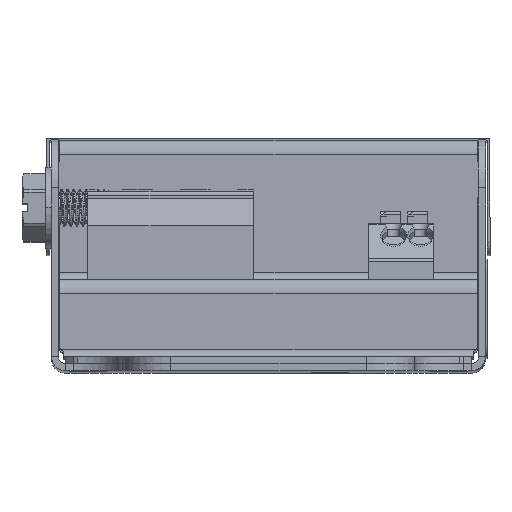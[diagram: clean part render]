
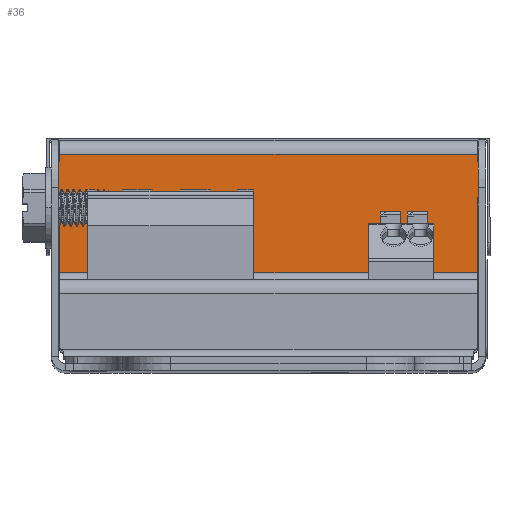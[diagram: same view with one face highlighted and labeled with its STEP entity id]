
A CAD part, top view. The second image highlights one B-rep face of the part: STEP entity #36.
In plain terms, the highlighted planar face has unit normal (0, 0, 1).
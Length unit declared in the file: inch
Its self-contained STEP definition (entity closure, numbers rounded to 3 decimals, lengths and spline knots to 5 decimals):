
#36 = ADVANCED_FACE ( 'NONE', ( #9512 ), #19166, .F. ) ;
#76 = ORIENTED_EDGE ( 'NONE', *, *, #14363, .F. ) ;
#143 = LINE ( 'NONE', #17445, #13959 ) ;
#144 = VERTEX_POINT ( 'NONE', #23267 ) ;
#303 = CARTESIAN_POINT ( 'NONE',  ( 1.07, 1.148, 2.41138 ) ) ;
#892 = ORIENTED_EDGE ( 'NONE', *, *, #16240, .T. ) ;
#946 = ORIENTED_EDGE ( 'NONE', *, *, #14481, .F. ) ;
#994 = VECTOR ( 'NONE', #18222, 39.37008 ) ;
#1121 = VECTOR ( 'NONE', #13980, 39.37008 ) ;
#1360 = CARTESIAN_POINT ( 'NONE',  ( -1.07, 0.839, 2.41138 ) ) ;
#1471 = CARTESIAN_POINT ( 'NONE',  ( 1.07, 1.039, 2.41138 ) ) ;
#2005 = CARTESIAN_POINT ( 'NONE',  ( 0., 1.148, 2.41138 ) ) ;
#2520 = EDGE_CURVE ( 'NONE', #10852, #24005, #6476, .T. ) ;
#2602 = ORIENTED_EDGE ( 'NONE', *, *, #7978, .T. ) ;
#3346 = VERTEX_POINT ( 'NONE', #8137 ) ;
#3359 = VECTOR ( 'NONE', #18961, 39.37008 ) ;
#4085 = ORIENTED_EDGE ( 'NONE', *, *, #16746, .F. ) ;
#4263 = CARTESIAN_POINT ( 'NONE',  ( 1.095, 0.959, 2.41138 ) ) ;
#4314 = DIRECTION ( 'NONE',  ( 0.204, 0.979, 0. ) ) ;
#4496 = EDGE_CURVE ( 'NONE', #3346, #18547, #16725, .T. ) ;
#4920 = CARTESIAN_POINT ( 'NONE',  ( -1.07, 1.148, 2.41138 ) ) ;
#5377 = VERTEX_POINT ( 'NONE', #8382 ) ;
#5846 = DIRECTION ( 'NONE',  ( 0., 1., 0. ) ) ;
#5966 = VECTOR ( 'NONE', #9638, 39.37008 ) ;
#5978 = DIRECTION ( 'NONE',  ( 0., 1., 0. ) ) ;
#6270 = CARTESIAN_POINT ( 'NONE',  ( 1.07, 0.839, 2.41138 ) ) ;
#6476 = LINE ( 'NONE', #13822, #7952 ) ;
#6725 = CARTESIAN_POINT ( 'NONE',  ( 1.07, 1.039, 2.41138 ) ) ;
#7077 = DIRECTION ( 'NONE',  ( -1., 0., 0. ) ) ;
#7402 = ORIENTED_EDGE ( 'NONE', *, *, #14462, .F. ) ;
#7434 = CARTESIAN_POINT ( 'NONE',  ( 1.07, 1.076, 2.41138 ) ) ;
#7843 = DIRECTION ( 'NONE',  ( 0., 1., 0. ) ) ;
#7952 = VECTOR ( 'NONE', #5978, 39.37008 ) ;
#7968 = VECTOR ( 'NONE', #5846, 39.37008 ) ;
#7978 = EDGE_CURVE ( 'NONE', #24005, #23687, #143, .T. ) ;
#8137 = CARTESIAN_POINT ( 'NONE',  ( -1.07, 0.839, 2.41138 ) ) ;
#8382 = CARTESIAN_POINT ( 'NONE',  ( -1.095, 1.039, 2.41138 ) ) ;
#9046 = VERTEX_POINT ( 'NONE', #24513 ) ;
#9136 = DIRECTION ( 'NONE',  ( -0.204, 0.979, 0. ) ) ;
#9512 = FACE_OUTER_BOUND ( 'NONE', #10344, .T. ) ;
#9638 = DIRECTION ( 'NONE',  ( 1., 0., 0. ) ) ;
#10275 = EDGE_CURVE ( 'NONE', #9046, #12305, #12840, .T. ) ;
#10285 = LINE ( 'NONE', #12440, #994 ) ;
#10344 = EDGE_LOOP ( 'NONE', ( #76, #12850, #2602, #13710, #14816, #892, #946, #17039, #12015, #7402, #4085, #17167 ) ) ;
#10852 = VERTEX_POINT ( 'NONE', #20912 ) ;
#11161 = EDGE_CURVE ( 'NONE', #20657, #144, #13100, .T. ) ;
#11300 = VERTEX_POINT ( 'NONE', #18387 ) ;
#11530 = CARTESIAN_POINT ( 'NONE',  ( -1.07, 1.039, 2.41138 ) ) ;
#12015 = ORIENTED_EDGE ( 'NONE', *, *, #16859, .F. ) ;
#12028 = CARTESIAN_POINT ( 'NONE',  ( -1.07, 1.148, 2.41138 ) ) ;
#12305 = VERTEX_POINT ( 'NONE', #6725 ) ;
#12440 = CARTESIAN_POINT ( 'NONE',  ( 1.07, 0.47, 2.41138 ) ) ;
#12462 = CARTESIAN_POINT ( 'NONE',  ( -1.07, 1.076, 2.41138 ) ) ;
#12550 = LINE ( 'NONE', #11530, #5966 ) ;
#12840 = LINE ( 'NONE', #1471, #22384 ) ;
#12850 = ORIENTED_EDGE ( 'NONE', *, *, #2520, .T. ) ;
#12863 = VECTOR ( 'NONE', #9136, 39.37008 ) ;
#12952 = LINE ( 'NONE', #7434, #14754 ) ;
#13100 = LINE ( 'NONE', #12028, #1121 ) ;
#13710 = ORIENTED_EDGE ( 'NONE', *, *, #19454, .T. ) ;
#13822 = CARTESIAN_POINT ( 'NONE',  ( 1.07, 1.148, 2.41138 ) ) ;
#13959 = VECTOR ( 'NONE', #4314, 39.37008 ) ;
#13980 = DIRECTION ( 'NONE',  ( 0., -1., 0. ) ) ;
#14242 = VERTEX_POINT ( 'NONE', #23418 ) ;
#14363 = EDGE_CURVE ( 'NONE', #10852, #18547, #10285, .T. ) ;
#14462 = EDGE_CURVE ( 'NONE', #14242, #5377, #18639, .T. ) ;
#14481 = EDGE_CURVE ( 'NONE', #20657, #11300, #12952, .T. ) ;
#14754 = VECTOR ( 'NONE', #20783, 39.37008 ) ;
#14816 = ORIENTED_EDGE ( 'NONE', *, *, #10275, .T. ) ;
#15151 = LINE ( 'NONE', #21274, #7968 ) ;
#16108 = VECTOR ( 'NONE', #16481, 39.37008 ) ;
#16110 = AXIS2_PLACEMENT_3D ( 'NONE', #2005, #20823, #21142 ) ;
#16240 = EDGE_CURVE ( 'NONE', #12305, #11300, #23273, .T. ) ;
#16481 = DIRECTION ( 'NONE',  ( 0., -1., 0. ) ) ;
#16725 = LINE ( 'NONE', #4920, #16108 ) ;
#16746 = EDGE_CURVE ( 'NONE', #3346, #14242, #17924, .T. ) ;
#16859 = EDGE_CURVE ( 'NONE', #5377, #144, #12550, .T. ) ;
#17039 = ORIENTED_EDGE ( 'NONE', *, *, #11161, .T. ) ;
#17167 = ORIENTED_EDGE ( 'NONE', *, *, #4496, .T. ) ;
#17445 = CARTESIAN_POINT ( 'NONE',  ( 1.07, 0.839, 2.41138 ) ) ;
#17924 = LINE ( 'NONE', #1360, #12863 ) ;
#18222 = DIRECTION ( 'NONE',  ( -1., 0., 0. ) ) ;
#18387 = CARTESIAN_POINT ( 'NONE',  ( 1.07, 1.076, 2.41138 ) ) ;
#18547 = VERTEX_POINT ( 'NONE', #20266 ) ;
#18639 = LINE ( 'NONE', #19050, #3359 ) ;
#18961 = DIRECTION ( 'NONE',  ( 0., 1., 0. ) ) ;
#19050 = CARTESIAN_POINT ( 'NONE',  ( -1.095, 0.959, 2.41138 ) ) ;
#19166 = PLANE ( 'NONE',  #16110 ) ;
#19454 = EDGE_CURVE ( 'NONE', #23687, #9046, #15151, .T. ) ;
#20266 = CARTESIAN_POINT ( 'NONE',  ( -1.07, 0.47, 2.41138 ) ) ;
#20657 = VERTEX_POINT ( 'NONE', #12462 ) ;
#20783 = DIRECTION ( 'NONE',  ( 1., 0., 0. ) ) ;
#20823 = DIRECTION ( 'NONE',  ( 0., 0., -1. ) ) ;
#20912 = CARTESIAN_POINT ( 'NONE',  ( 1.07, 0.47, 2.41138 ) ) ;
#21142 = DIRECTION ( 'NONE',  ( 0., 1., 0. ) ) ;
#21274 = CARTESIAN_POINT ( 'NONE',  ( 1.095, 0.959, 2.41138 ) ) ;
#22123 = VECTOR ( 'NONE', #7843, 39.37008 ) ;
#22384 = VECTOR ( 'NONE', #7077, 39.37008 ) ;
#23267 = CARTESIAN_POINT ( 'NONE',  ( -1.07, 1.039, 2.41138 ) ) ;
#23273 = LINE ( 'NONE', #303, #22123 ) ;
#23418 = CARTESIAN_POINT ( 'NONE',  ( -1.095, 0.959, 2.41138 ) ) ;
#23687 = VERTEX_POINT ( 'NONE', #4263 ) ;
#24005 = VERTEX_POINT ( 'NONE', #6270 ) ;
#24513 = CARTESIAN_POINT ( 'NONE',  ( 1.095, 1.039, 2.41138 ) ) ;
